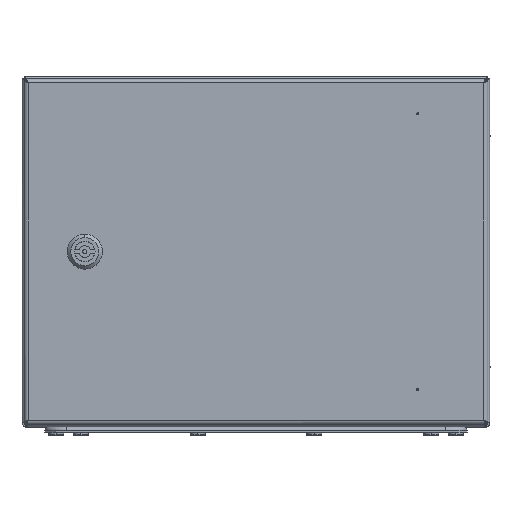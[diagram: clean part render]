
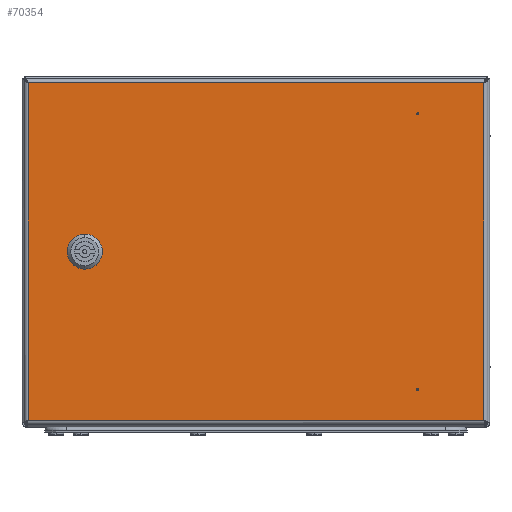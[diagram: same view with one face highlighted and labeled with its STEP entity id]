
A CAD part, top view. The second image highlights one B-rep face of the part: STEP entity #70354.
In plain terms, the highlighted planar face has unit normal (0, 0, 1).
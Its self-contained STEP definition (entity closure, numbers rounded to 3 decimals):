
#1208 = CARTESIAN_POINT ( 'NONE',  ( -195.1, -144.6, 0. ) ) ;
#2845 = ORIENTED_EDGE ( 'NONE', *, *, #11870, .T. ) ;
#3399 = VERTEX_POINT ( 'NONE', #1208 ) ;
#3533 = CARTESIAN_POINT ( 'NONE',  ( -156.5, -5.154, 0. ) ) ;
#4481 = EDGE_LOOP ( 'NONE', ( #13063, #83712 ) ) ;
#5827 = LINE ( 'NONE', #98817, #39020 ) ;
#5908 = FACE_OUTER_BOUND ( 'NONE', #31370, .T. ) ;
#6000 = ORIENTED_EDGE ( 'NONE', *, *, #17543, .F. ) ;
#6896 = CIRCLE ( 'NONE', #77564, 0.883 ) ;
#6959 = VERTEX_POINT ( 'NONE', #27704 ) ;
#8854 = AXIS2_PLACEMENT_3D ( 'NONE', #26042, #83157, #10014 ) ;
#9150 = CARTESIAN_POINT ( 'NONE',  ( -196.746, -144.6, 0. ) ) ;
#10014 = DIRECTION ( 'NONE',  ( 1., 0., 0. ) ) ;
#10304 = EDGE_CURVE ( 'NONE', #25894, #64771, #16123, .T. ) ;
#11870 = EDGE_CURVE ( 'NONE', #24371, #29591, #41349, .T. ) ;
#12932 = LINE ( 'NONE', #97071, #67774 ) ;
#12989 = DIRECTION ( 'NONE',  ( 1., 0., 0. ) ) ;
#13063 = ORIENTED_EDGE ( 'NONE', *, *, #56143, .T. ) ;
#13667 = VERTEX_POINT ( 'NONE', #95584 ) ;
#16117 = DIRECTION ( 'NONE',  ( 0., -1., 0. ) ) ;
#16123 = LINE ( 'NONE', #45256, #56997 ) ;
#16188 = CARTESIAN_POINT ( 'NONE',  ( 138.5, -118., 0. ) ) ;
#16259 = EDGE_CURVE ( 'NONE', #6959, #53171, #60037, .T. ) ;
#16321 = VECTOR ( 'NONE', #66234, 1000. ) ;
#16451 = CIRCLE ( 'NONE', #43729, 11.25 ) ;
#17543 = EDGE_CURVE ( 'NONE', #25424, #57154, #12932, .T. ) ;
#17951 = ORIENTED_EDGE ( 'NONE', *, *, #44992, .T. ) ;
#18174 = LINE ( 'NONE', #103374, #37301 ) ;
#18205 = ORIENTED_EDGE ( 'NONE', *, *, #42640, .F. ) ;
#19690 = CARTESIAN_POINT ( 'NONE',  ( -146.5, 0., 0. ) ) ;
#20326 = CIRCLE ( 'NONE', #58097, 11.25 ) ;
#21222 = VECTOR ( 'NONE', #93403, 1000. ) ;
#21498 = ORIENTED_EDGE ( 'NONE', *, *, #80505, .T. ) ;
#21515 = CARTESIAN_POINT ( 'NONE',  ( 138.5, 118., 0. ) ) ;
#23597 = EDGE_CURVE ( 'NONE', #13667, #25894, #42909, .T. ) ;
#24371 = VERTEX_POINT ( 'NONE', #53825 ) ;
#24656 = ORIENTED_EDGE ( 'NONE', *, *, #34869, .F. ) ;
#24864 = ORIENTED_EDGE ( 'NONE', *, *, #77933, .F. ) ;
#25021 = CIRCLE ( 'NONE', #35016, 11.25 ) ;
#25295 = DIRECTION ( 'NONE',  ( 0., 1., 0. ) ) ;
#25424 = VERTEX_POINT ( 'NONE', #34762 ) ;
#25469 = AXIS2_PLACEMENT_3D ( 'NONE', #44298, #35732, #60740 ) ;
#25894 = VERTEX_POINT ( 'NONE', #43237 ) ;
#26042 = CARTESIAN_POINT ( 'NONE',  ( 138.5, -118., 0. ) ) ;
#26485 = LINE ( 'NONE', #9150, #16321 ) ;
#27704 = CARTESIAN_POINT ( 'NONE',  ( -151.654, -10., 0. ) ) ;
#28491 = DIRECTION ( 'NONE',  ( 1., 0., 0. ) ) ;
#28665 = DIRECTION ( 'NONE',  ( 0., 0., -1. ) ) ;
#28967 = ORIENTED_EDGE ( 'NONE', *, *, #56393, .F. ) ;
#29591 = VERTEX_POINT ( 'NONE', #72249 ) ;
#31356 = ORIENTED_EDGE ( 'NONE', *, *, #53020, .F. ) ;
#31370 = EDGE_LOOP ( 'NONE', ( #44257, #46708, #17951, #51630 ) ) ;
#31538 = DIRECTION ( 'NONE',  ( 0., 0., -1. ) ) ;
#32980 = CIRCLE ( 'NONE', #101919, 0.883 ) ;
#33847 = DIRECTION ( 'NONE',  ( 0., 0., 1. ) ) ;
#34641 = ORIENTED_EDGE ( 'NONE', *, *, #16259, .F. ) ;
#34762 = CARTESIAN_POINT ( 'NONE',  ( -156.5, 5.154, 0. ) ) ;
#34869 = EDGE_CURVE ( 'NONE', #79994, #93569, #5827, .T. ) ;
#35016 = AXIS2_PLACEMENT_3D ( 'NONE', #103472, #47482, #51661 ) ;
#35732 = DIRECTION ( 'NONE',  ( 0., 0., -1. ) ) ;
#36243 = DIRECTION ( 'NONE',  ( -1., 0., 0. ) ) ;
#36328 = PLANE ( 'NONE',  #68436 ) ;
#37301 = VECTOR ( 'NONE', #54544, 1000. ) ;
#37600 = CARTESIAN_POINT ( 'NONE',  ( 138.5, 117.117, 0. ) ) ;
#38306 = VECTOR ( 'NONE', #83627, 1000. ) ;
#39020 = VECTOR ( 'NONE', #25295, 1000. ) ;
#40433 = EDGE_CURVE ( 'NONE', #81497, #92644, #78836, .T. ) ;
#41349 = CIRCLE ( 'NONE', #8854, 0.883 ) ;
#42152 = CIRCLE ( 'NONE', #61733, 11.25 ) ;
#42640 = EDGE_CURVE ( 'NONE', #53171, #79994, #42152, .T. ) ;
#42909 = LINE ( 'NONE', #94121, #21222 ) ;
#43237 = CARTESIAN_POINT ( 'NONE',  ( 195.1, 144.6, 0. ) ) ;
#43238 = DIRECTION ( 'NONE',  ( 0., 0., 1. ) ) ;
#43729 = AXIS2_PLACEMENT_3D ( 'NONE', #105621, #65327, #104925 ) ;
#44257 = ORIENTED_EDGE ( 'NONE', *, *, #10304, .T. ) ;
#44298 = CARTESIAN_POINT ( 'NONE',  ( 138.5, 118., 0. ) ) ;
#44992 = EDGE_CURVE ( 'NONE', #3399, #13667, #26485, .T. ) ;
#45256 = CARTESIAN_POINT ( 'NONE',  ( 196.746, 144.6, 0. ) ) ;
#46708 = ORIENTED_EDGE ( 'NONE', *, *, #103370, .T. ) ;
#47482 = DIRECTION ( 'NONE',  ( 0., 0., 1. ) ) ;
#49816 = ORIENTED_EDGE ( 'NONE', *, *, #40433, .F. ) ;
#51630 = ORIENTED_EDGE ( 'NONE', *, *, #23597, .T. ) ;
#51661 = DIRECTION ( 'NONE',  ( 1., 0., 0. ) ) ;
#52744 = DIRECTION ( 'NONE',  ( 0., 0., 1. ) ) ;
#53020 = EDGE_CURVE ( 'NONE', #57154, #6959, #16451, .T. ) ;
#53171 = VERTEX_POINT ( 'NONE', #96725 ) ;
#53825 = CARTESIAN_POINT ( 'NONE',  ( 138.5, -118.883, 0. ) ) ;
#54544 = DIRECTION ( 'NONE',  ( 0., -1., 0. ) ) ;
#56143 = EDGE_CURVE ( 'NONE', #100838, #75212, #56937, .T. ) ;
#56393 = EDGE_CURVE ( 'NONE', #93569, #81497, #25021, .T. ) ;
#56937 = CIRCLE ( 'NONE', #25469, 0.883 ) ;
#56997 = VECTOR ( 'NONE', #68800, 1000. ) ;
#57154 = VERTEX_POINT ( 'NONE', #3533 ) ;
#58097 = AXIS2_PLACEMENT_3D ( 'NONE', #19690, #43238, #60047 ) ;
#58385 = CARTESIAN_POINT ( 'NONE',  ( -151.654, -10., 0. ) ) ;
#60037 = LINE ( 'NONE', #58385, #38306 ) ;
#60047 = DIRECTION ( 'NONE',  ( 1., 0., 0. ) ) ;
#60740 = DIRECTION ( 'NONE',  ( 1., 0., 0. ) ) ;
#61733 = AXIS2_PLACEMENT_3D ( 'NONE', #98792, #33847, #73851 ) ;
#63488 = VECTOR ( 'NONE', #36243, 1000. ) ;
#64771 = VERTEX_POINT ( 'NONE', #97679 ) ;
#65327 = DIRECTION ( 'NONE',  ( 0., 0., 1. ) ) ;
#66234 = DIRECTION ( 'NONE',  ( 1., 0., 0. ) ) ;
#67774 = VECTOR ( 'NONE', #16117, 1000. ) ;
#68436 = AXIS2_PLACEMENT_3D ( 'NONE', #101614, #52744, #28491 ) ;
#68800 = DIRECTION ( 'NONE',  ( -1., 0., 0. ) ) ;
#70354 = ADVANCED_FACE ( 'NONE', ( #94055, #100412, #102993, #5908 ), #36328, .T. ) ;
#71044 = CARTESIAN_POINT ( 'NONE',  ( -136.5, 5.154, 0. ) ) ;
#72249 = CARTESIAN_POINT ( 'NONE',  ( 138.5, -117.117, 0. ) ) ;
#73851 = DIRECTION ( 'NONE',  ( 1., 0., 0. ) ) ;
#75212 = VERTEX_POINT ( 'NONE', #37600 ) ;
#77564 = AXIS2_PLACEMENT_3D ( 'NONE', #21515, #28665, #12989 ) ;
#77933 = EDGE_CURVE ( 'NONE', #92644, #25424, #20326, .T. ) ;
#78836 = LINE ( 'NONE', #99100, #63488 ) ;
#79994 = VERTEX_POINT ( 'NONE', #91130 ) ;
#80505 = EDGE_CURVE ( 'NONE', #29591, #24371, #32980, .T. ) ;
#81497 = VERTEX_POINT ( 'NONE', #94044 ) ;
#83134 = CARTESIAN_POINT ( 'NONE',  ( -151.654, 10., 0. ) ) ;
#83157 = DIRECTION ( 'NONE',  ( 0., 0., -1. ) ) ;
#83627 = DIRECTION ( 'NONE',  ( 1., 0., 0. ) ) ;
#83712 = ORIENTED_EDGE ( 'NONE', *, *, #101605, .T. ) ;
#84100 = CARTESIAN_POINT ( 'NONE',  ( 138.5, 118.883, 0. ) ) ;
#89558 = EDGE_LOOP ( 'NONE', ( #24864, #49816, #28967, #24656, #18205, #34641, #31356, #6000 ) ) ;
#91130 = CARTESIAN_POINT ( 'NONE',  ( -136.5, -5.154, 0. ) ) ;
#92644 = VERTEX_POINT ( 'NONE', #83134 ) ;
#93403 = DIRECTION ( 'NONE',  ( 0., 1., 0. ) ) ;
#93569 = VERTEX_POINT ( 'NONE', #71044 ) ;
#94044 = CARTESIAN_POINT ( 'NONE',  ( -141.346, 10., 0. ) ) ;
#94055 = FACE_BOUND ( 'NONE', #95066, .T. ) ;
#94121 = CARTESIAN_POINT ( 'NONE',  ( 195.1, -146.246, 0. ) ) ;
#95066 = EDGE_LOOP ( 'NONE', ( #2845, #21498 ) ) ;
#95584 = CARTESIAN_POINT ( 'NONE',  ( 195.1, -144.6, 0. ) ) ;
#96725 = CARTESIAN_POINT ( 'NONE',  ( -141.346, -10., 0. ) ) ;
#97071 = CARTESIAN_POINT ( 'NONE',  ( -156.5, 5.154, 0. ) ) ;
#97679 = CARTESIAN_POINT ( 'NONE',  ( -195.1, 144.6, 0. ) ) ;
#97860 = DIRECTION ( 'NONE',  ( 1., 0., 0. ) ) ;
#98792 = CARTESIAN_POINT ( 'NONE',  ( -146.5, 0., 0. ) ) ;
#98817 = CARTESIAN_POINT ( 'NONE',  ( -136.5, 5.154, 0. ) ) ;
#99100 = CARTESIAN_POINT ( 'NONE',  ( -151.654, 10., 0. ) ) ;
#100412 = FACE_BOUND ( 'NONE', #4481, .T. ) ;
#100838 = VERTEX_POINT ( 'NONE', #84100 ) ;
#101605 = EDGE_CURVE ( 'NONE', #75212, #100838, #6896, .T. ) ;
#101614 = CARTESIAN_POINT ( 'NONE',  ( 0., 0., 0. ) ) ;
#101919 = AXIS2_PLACEMENT_3D ( 'NONE', #16188, #31538, #97860 ) ;
#102993 = FACE_BOUND ( 'NONE', #89558, .T. ) ;
#103370 = EDGE_CURVE ( 'NONE', #64771, #3399, #18174, .T. ) ;
#103374 = CARTESIAN_POINT ( 'NONE',  ( -195.1, 146.246, 0. ) ) ;
#103472 = CARTESIAN_POINT ( 'NONE',  ( -146.5, 0., 0. ) ) ;
#104925 = DIRECTION ( 'NONE',  ( 1., 0., 0. ) ) ;
#105621 = CARTESIAN_POINT ( 'NONE',  ( -146.5, 0., 0. ) ) ;
